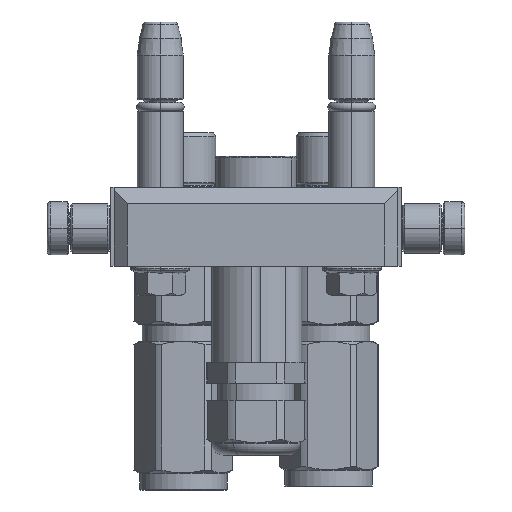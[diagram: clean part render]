
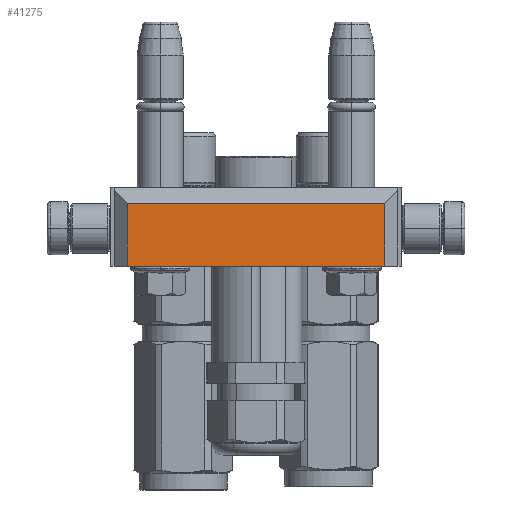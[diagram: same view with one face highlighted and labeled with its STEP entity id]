
A CAD part, left-side view. The second image highlights one B-rep face of the part: STEP entity #41275.
In plain terms, the highlighted face is planar.
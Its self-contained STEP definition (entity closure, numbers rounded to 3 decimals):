
#2219 = LINE ( 'NONE', #41487, #54685 ) ;
#6516 = ORIENTED_EDGE ( 'NONE', *, *, #56769, .T. ) ;
#8875 = EDGE_CURVE ( 'NONE', #63144, #49711, #49997, .T. ) ;
#9132 = FACE_OUTER_BOUND ( 'NONE', #14332, .T. ) ;
#12025 = VERTEX_POINT ( 'NONE', #59902 ) ;
#13019 = CARTESIAN_POINT ( 'NONE',  ( 39., 42.75, 24. ) ) ;
#13812 = ORIENTED_EDGE ( 'NONE', *, *, #29560, .F. ) ;
#14332 = EDGE_LOOP ( 'NONE', ( #13812, #6516, #14531, #40226 ) ) ;
#14531 = ORIENTED_EDGE ( 'NONE', *, *, #8875, .F. ) ;
#15154 = DIRECTION ( 'NONE',  ( -1., 0., 0. ) ) ;
#15350 = DIRECTION ( 'NONE',  ( 0., 1., 0. ) ) ;
#18188 = CARTESIAN_POINT ( 'NONE',  ( 39., 42.75, 5. ) ) ;
#18704 = CARTESIAN_POINT ( 'NONE',  ( -39., 42.75, 5. ) ) ;
#21156 = DIRECTION ( 'NONE',  ( 0., 0., -1. ) ) ;
#22212 = DIRECTION ( 'NONE',  ( 1., 0., 0. ) ) ;
#22502 = VERTEX_POINT ( 'NONE', #13019 ) ;
#29560 = EDGE_CURVE ( 'NONE', #22502, #12025, #39056, .T. ) ;
#29703 = CARTESIAN_POINT ( 'NONE',  ( 39., 42.75, 24. ) ) ;
#30195 = CARTESIAN_POINT ( 'NONE',  ( 44., 42.75, 0. ) ) ;
#32929 = LINE ( 'NONE', #43211, #44619 ) ;
#34372 = PLANE ( 'NONE',  #62693 ) ;
#38266 = VECTOR ( 'NONE', #22212, 1000. ) ;
#39056 = LINE ( 'NONE', #29703, #41373 ) ;
#40226 = ORIENTED_EDGE ( 'NONE', *, *, #46831, .F. ) ;
#41275 = ADVANCED_FACE ( 'NONE', ( #9132 ), #34372, .T. ) ;
#41373 = VECTOR ( 'NONE', #55854, 1000. ) ;
#41487 = CARTESIAN_POINT ( 'NONE',  ( -39., 42.75, 24. ) ) ;
#43211 = CARTESIAN_POINT ( 'NONE',  ( 39., 42.75, 24. ) ) ;
#44619 = VECTOR ( 'NONE', #47998, 1000. ) ;
#46831 = EDGE_CURVE ( 'NONE', #12025, #63144, #2219, .T. ) ;
#47130 = CARTESIAN_POINT ( 'NONE',  ( -39., 42.75, 5. ) ) ;
#47998 = DIRECTION ( 'NONE',  ( 0., 0., -1. ) ) ;
#49711 = VERTEX_POINT ( 'NONE', #18188 ) ;
#49997 = LINE ( 'NONE', #47130, #38266 ) ;
#54685 = VECTOR ( 'NONE', #21156, 1000. ) ;
#55854 = DIRECTION ( 'NONE',  ( -1., 0., 0. ) ) ;
#56769 = EDGE_CURVE ( 'NONE', #22502, #49711, #32929, .T. ) ;
#59902 = CARTESIAN_POINT ( 'NONE',  ( -39., 42.75, 24. ) ) ;
#62693 = AXIS2_PLACEMENT_3D ( 'NONE', #30195, #15350, #15154 ) ;
#63144 = VERTEX_POINT ( 'NONE', #18704 ) ;
